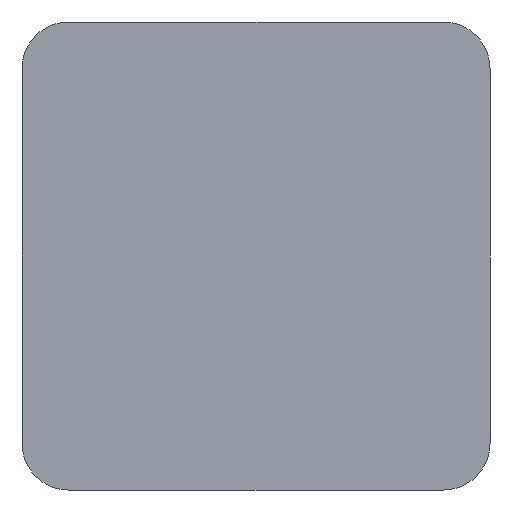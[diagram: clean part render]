
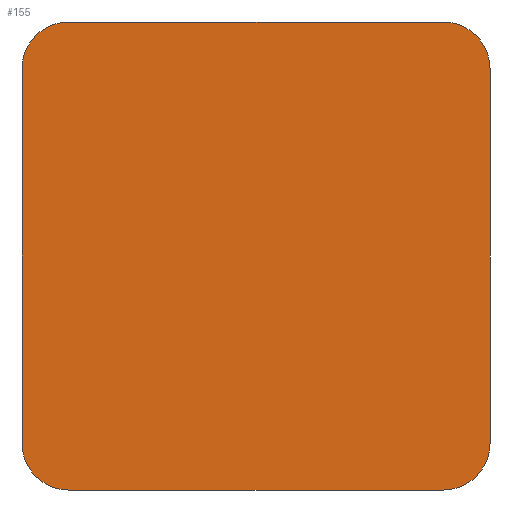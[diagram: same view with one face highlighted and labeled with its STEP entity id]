
A CAD part, front view. The second image highlights one B-rep face of the part: STEP entity #155.
In plain terms, the highlighted free-form (B-spline) face has degree [1, 1] with [2, 2] control points.
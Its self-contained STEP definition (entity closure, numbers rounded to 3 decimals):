
#88=CARTESIAN_POINT('',(-0.275,-1.,-0.275));
#89=CARTESIAN_POINT('',(-0.275,-1.,0.275));
#90=CARTESIAN_POINT('',(0.275,-1.,-0.275));
#91=CARTESIAN_POINT('',(0.275,-1.,0.275));
#92=B_SPLINE_SURFACE_WITH_KNOTS('',1,1,((#88,#89),(#90,#91)),.PLANE_SURF.,.F.,.F.,.U.,(2,2),(2,2),(0.,1.),(0.,1.),.UNSPECIFIED.);
#93=CARTESIAN_POINT('',(0.2,-1.,0.25));
#94=VERTEX_POINT('',#93);
#95=CARTESIAN_POINT('',(-0.2,-1.,0.25));
#96=VERTEX_POINT('',#95);
#97=CARTESIAN_POINT('',(0.2,-1.,0.25));
#98=CARTESIAN_POINT('',(-0.2,-1.,0.25));
#99=B_SPLINE_CURVE_WITH_KNOTS('',1,(#97,#98),.POLYLINE_FORM.,.F.,.U.,(2,2),(0.,1.),.UNSPECIFIED.);
#100=EDGE_CURVE('',#94,#96,#99,.T.);
#101=ORIENTED_EDGE('',*,*,#100,.T.);
#102=CARTESIAN_POINT('',(-0.25,-1.,0.2));
#103=VERTEX_POINT('',#102);
#104=CARTESIAN_POINT('',(-0.2,-1.,0.25));
#105=CARTESIAN_POINT('',(-0.25,-1.,0.25));
#106=CARTESIAN_POINT('',(-0.25,-1.,0.2));
#107=(BOUNDED_CURVE()B_SPLINE_CURVE(2,(#104,#105,#106),.CIRCULAR_ARC.,.F.,.U.)B_SPLINE_CURVE_WITH_KNOTS((3,3),(0.,1.),.UNSPECIFIED.)CURVE()GEOMETRIC_REPRESENTATION_ITEM()RATIONAL_B_SPLINE_CURVE((1.,0.707,1.))REPRESENTATION_ITEM(''));
#108=EDGE_CURVE('',#96,#103,#107,.T.);
#109=ORIENTED_EDGE('',*,*,#108,.T.);
#110=CARTESIAN_POINT('',(-0.25,-1.,-0.2));
#111=VERTEX_POINT('',#110);
#112=CARTESIAN_POINT('',(-0.25,-1.,0.2));
#113=CARTESIAN_POINT('',(-0.25,-1.,-0.2));
#114=B_SPLINE_CURVE_WITH_KNOTS('',1,(#112,#113),.POLYLINE_FORM.,.F.,.U.,(2,2),(0.,1.),.UNSPECIFIED.);
#115=EDGE_CURVE('',#103,#111,#114,.T.);
#116=ORIENTED_EDGE('',*,*,#115,.T.);
#117=CARTESIAN_POINT('',(-0.2,-1.,-0.25));
#118=VERTEX_POINT('',#117);
#119=CARTESIAN_POINT('',(-0.25,-1.,-0.2));
#120=CARTESIAN_POINT('',(-0.25,-1.,-0.25));
#121=CARTESIAN_POINT('',(-0.2,-1.,-0.25));
#122=(BOUNDED_CURVE()B_SPLINE_CURVE(2,(#119,#120,#121),.CIRCULAR_ARC.,.F.,.U.)B_SPLINE_CURVE_WITH_KNOTS((3,3),(0.,1.),.UNSPECIFIED.)CURVE()GEOMETRIC_REPRESENTATION_ITEM()RATIONAL_B_SPLINE_CURVE((1.,0.707,1.))REPRESENTATION_ITEM(''));
#123=EDGE_CURVE('',#111,#118,#122,.T.);
#124=ORIENTED_EDGE('',*,*,#123,.T.);
#125=CARTESIAN_POINT('',(0.2,-1.,-0.25));
#126=VERTEX_POINT('',#125);
#127=CARTESIAN_POINT('',(-0.2,-1.,-0.25));
#128=CARTESIAN_POINT('',(0.2,-1.,-0.25));
#129=B_SPLINE_CURVE_WITH_KNOTS('',1,(#127,#128),.POLYLINE_FORM.,.F.,.U.,(2,2),(0.,1.),.UNSPECIFIED.);
#130=EDGE_CURVE('',#118,#126,#129,.T.);
#131=ORIENTED_EDGE('',*,*,#130,.T.);
#132=CARTESIAN_POINT('',(0.25,-1.,-0.2));
#133=VERTEX_POINT('',#132);
#134=CARTESIAN_POINT('',(0.2,-1.,-0.25));
#135=CARTESIAN_POINT('',(0.25,-1.,-0.25));
#136=CARTESIAN_POINT('',(0.25,-1.,-0.2));
#137=(BOUNDED_CURVE()B_SPLINE_CURVE(2,(#134,#135,#136),.CIRCULAR_ARC.,.F.,.U.)B_SPLINE_CURVE_WITH_KNOTS((3,3),(0.,1.),.UNSPECIFIED.)CURVE()GEOMETRIC_REPRESENTATION_ITEM()RATIONAL_B_SPLINE_CURVE((1.,0.707,1.))REPRESENTATION_ITEM(''));
#138=EDGE_CURVE('',#126,#133,#137,.T.);
#139=ORIENTED_EDGE('',*,*,#138,.T.);
#140=CARTESIAN_POINT('',(0.25,-1.,0.2));
#141=VERTEX_POINT('',#140);
#142=CARTESIAN_POINT('',(0.25,-1.,-0.2));
#143=CARTESIAN_POINT('',(0.25,-1.,0.2));
#144=B_SPLINE_CURVE_WITH_KNOTS('',1,(#142,#143),.POLYLINE_FORM.,.F.,.U.,(2,2),(0.,1.),.UNSPECIFIED.);
#145=EDGE_CURVE('',#133,#141,#144,.T.);
#146=ORIENTED_EDGE('',*,*,#145,.T.);
#147=CARTESIAN_POINT('',(0.25,-1.,0.2));
#148=CARTESIAN_POINT('',(0.25,-1.,0.25));
#149=CARTESIAN_POINT('',(0.2,-1.,0.25));
#150=(BOUNDED_CURVE()B_SPLINE_CURVE(2,(#147,#148,#149),.CIRCULAR_ARC.,.F.,.U.)B_SPLINE_CURVE_WITH_KNOTS((3,3),(0.,1.),.UNSPECIFIED.)CURVE()GEOMETRIC_REPRESENTATION_ITEM()RATIONAL_B_SPLINE_CURVE((1.,0.707,1.))REPRESENTATION_ITEM(''));
#151=EDGE_CURVE('',#141,#94,#150,.T.);
#152=ORIENTED_EDGE('',*,*,#151,.T.);
#153=EDGE_LOOP('',(#101,#109,#116,#124,#131,#139,#146,#152));
#154=FACE_OUTER_BOUND('',#153,.T.);
#155=ADVANCED_FACE('',(#154),#92,.T.);
